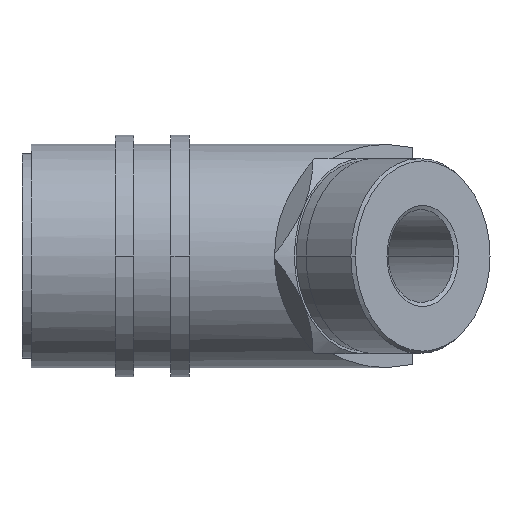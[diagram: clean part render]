
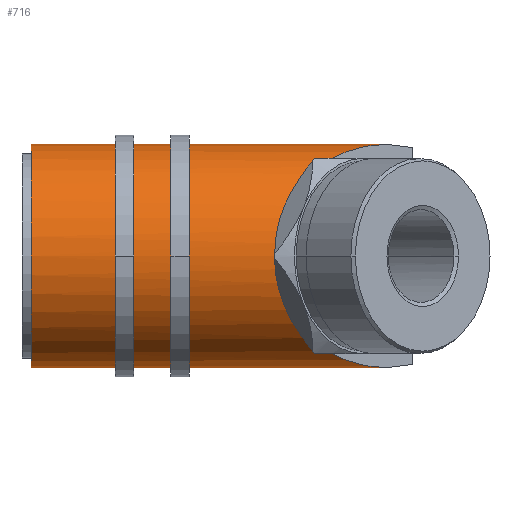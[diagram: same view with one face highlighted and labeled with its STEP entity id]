
A CAD part, front view. The second image highlights one B-rep face of the part: STEP entity #716.
In plain terms, the highlighted cylindrical face has radius 12 mm (diameter 24 mm), a partial arc.
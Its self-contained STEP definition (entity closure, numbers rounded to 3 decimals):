
#18 = CARTESIAN_POINT ( 'NONE',  ( 27.151, -12., -4.258 ) ) ;
#30 = CARTESIAN_POINT ( 'NONE',  ( 1., 0., 0. ) ) ;
#167 = CARTESIAN_POINT ( 'NONE',  ( 0., 0., -12. ) ) ;
#264 = CARTESIAN_POINT ( 'NONE',  ( 32.849, -6.302, 10.212 ) ) ;
#338 = ORIENTED_EDGE ( 'NONE', *, *, #5503, .F. ) ;
#716 = ADVANCED_FACE ( 'NONE', ( #6110 ), #3128, .T. ) ;
#879 = CARTESIAN_POINT ( 'NONE',  ( 27.151, -12., 4.258 ) ) ;
#888 = EDGE_CURVE ( 'NONE', #7088, #3116, #4969, .T. ) ;
#921 = CARTESIAN_POINT ( 'NONE',  ( 34.756, -4.395, 11.389 ) ) ;
#981 = VERTEX_POINT ( 'NONE', #8744 ) ;
#1014 = CARTESIAN_POINT ( 'NONE',  ( 32.849, -6.302, 10.212 ) ) ;
#1155 =( BOUNDED_CURVE ( )  B_SPLINE_CURVE ( 3, ( #3640, #879, #1581, #7315 ),
 .UNSPECIFIED., .F., .T. ) 
 B_SPLINE_CURVE_WITH_KNOTS ( ( 4, 4 ),
 ( 0., 1.018 ),
 .UNSPECIFIED. ) 
 CURVE ( )  GEOMETRIC_REPRESENTATION_ITEM ( )  RATIONAL_B_SPLINE_CURVE ( ( 1., 0.915, 0.915, 1. ) ) 
 REPRESENTATION_ITEM ( '' )  );
#1171 = EDGE_CURVE ( 'NONE', #5369, #981, #5919, .T. ) ;
#1298 = EDGE_CURVE ( 'NONE', #6538, #5369, #7775, .T. ) ;
#1365 = CARTESIAN_POINT ( 'NONE',  ( 36.911, -2.24, -12. ) ) ;
#1581 = CARTESIAN_POINT ( 'NONE',  ( 29.226, -9.925, 7.976 ) ) ;
#1808 = CARTESIAN_POINT ( 'NONE',  ( 39.151, 0., 12. ) ) ;
#1984 = CARTESIAN_POINT ( 'NONE',  ( 1., 0., -12. ) ) ;
#2104 = AXIS2_PLACEMENT_3D ( 'NONE', #30, #2920, #6335 ) ;
#2315 = LINE ( 'NONE', #167, #2861 ) ;
#2347 = ORIENTED_EDGE ( 'NONE', *, *, #1298, .T. ) ;
#2427 = CARTESIAN_POINT ( 'NONE',  ( 0., 0., 0. ) ) ;
#2642 = CARTESIAN_POINT ( 'NONE',  ( 39.151, 0., -12. ) ) ;
#2861 = VECTOR ( 'NONE', #4275, 1000. ) ;
#2920 = DIRECTION ( 'NONE',  ( -1., 0., 0. ) ) ;
#3116 = VERTEX_POINT ( 'NONE', #4779 ) ;
#3128 = CYLINDRICAL_SURFACE ( 'NONE', #5943, 12. ) ;
#3215 = DIRECTION ( 'NONE',  ( 0., 0., 1. ) ) ;
#3301 = CARTESIAN_POINT ( 'NONE',  ( 32.849, -6.302, -10.212 ) ) ;
#3640 = CARTESIAN_POINT ( 'NONE',  ( 27.151, -12., 0. ) ) ;
#4119 = CARTESIAN_POINT ( 'NONE',  ( 39.151, 0., -12. ) ) ;
#4218 = ORIENTED_EDGE ( 'NONE', *, *, #6653, .T. ) ;
#4275 = DIRECTION ( 'NONE',  ( -1., 0., 0. ) ) ;
#4473 = CIRCLE ( 'NONE', #2104, 12. ) ;
#4515 = VERTEX_POINT ( 'NONE', #1984 ) ;
#4768 = CARTESIAN_POINT ( 'NONE',  ( 32.849, -6.302, -10.212 ) ) ;
#4779 = CARTESIAN_POINT ( 'NONE',  ( 39.151, 0., 12. ) ) ;
#4969 =( BOUNDED_CURVE ( )  B_SPLINE_CURVE ( 3, ( #264, #921, #8832, #1808 ),
 .UNSPECIFIED., .F., .T. ) 
 B_SPLINE_CURVE_WITH_KNOTS ( ( 4, 4 ),
 ( 1.018, 1.571 ),
 .UNSPECIFIED. ) 
 CURVE ( )  GEOMETRIC_REPRESENTATION_ITEM ( )  RATIONAL_B_SPLINE_CURVE ( ( 1., 0.975, 0.975, 1. ) ) 
 REPRESENTATION_ITEM ( '' )  );
#5174 = ORIENTED_EDGE ( 'NONE', *, *, #1171, .T. ) ;
#5369 = VERTEX_POINT ( 'NONE', #3301 ) ;
#5412 = DIRECTION ( 'NONE',  ( -1., 0., 0. ) ) ;
#5431 = VERTEX_POINT ( 'NONE', #8558 ) ;
#5503 = EDGE_CURVE ( 'NONE', #4515, #5431, #4473, .T. ) ;
#5543 = CARTESIAN_POINT ( 'NONE',  ( 29.226, -9.925, -7.976 ) ) ;
#5622 = CARTESIAN_POINT ( 'NONE',  ( 0., 0., 12. ) ) ;
#5709 = CARTESIAN_POINT ( 'NONE',  ( 27.151, -12., 0. ) ) ;
#5773 = ORIENTED_EDGE ( 'NONE', *, *, #888, .T. ) ;
#5919 =( BOUNDED_CURVE ( )  B_SPLINE_CURVE ( 3, ( #9069, #5543, #18, #5709 ),
 .UNSPECIFIED., .F., .T. ) 
 B_SPLINE_CURVE_WITH_KNOTS ( ( 4, 4 ),
 ( 5.265, 6.283 ),
 .UNSPECIFIED. ) 
 CURVE ( )  GEOMETRIC_REPRESENTATION_ITEM ( )  RATIONAL_B_SPLINE_CURVE ( ( 1., 0.915, 0.915, 1. ) ) 
 REPRESENTATION_ITEM ( '' )  );
#5943 = AXIS2_PLACEMENT_3D ( 'NONE', #2427, #5412, #3215 ) ;
#6110 = FACE_OUTER_BOUND ( 'NONE', #6728, .T. ) ;
#6335 = DIRECTION ( 'NONE',  ( 0., 0., 1. ) ) ;
#6425 = VECTOR ( 'NONE', #7712, 1000. ) ;
#6538 = VERTEX_POINT ( 'NONE', #2642 ) ;
#6653 = EDGE_CURVE ( 'NONE', #3116, #5431, #8456, .T. ) ;
#6728 = EDGE_LOOP ( 'NONE', ( #8925, #2347, #5174, #7144, #5773, #4218, #338 ) ) ;
#7088 = VERTEX_POINT ( 'NONE', #1014 ) ;
#7144 = ORIENTED_EDGE ( 'NONE', *, *, #8457, .T. ) ;
#7315 = CARTESIAN_POINT ( 'NONE',  ( 32.849, -6.302, 10.212 ) ) ;
#7712 = DIRECTION ( 'NONE',  ( -1., 0., 0. ) ) ;
#7775 =( BOUNDED_CURVE ( )  B_SPLINE_CURVE ( 3, ( #4119, #1365, #8447, #4768 ),
 .UNSPECIFIED., .F., .T. ) 
 B_SPLINE_CURVE_WITH_KNOTS ( ( 4, 4 ),
 ( 4.712, 5.265 ),
 .UNSPECIFIED. ) 
 CURVE ( )  GEOMETRIC_REPRESENTATION_ITEM ( )  RATIONAL_B_SPLINE_CURVE ( ( 1., 0.975, 0.975, 1. ) ) 
 REPRESENTATION_ITEM ( '' )  );
#8124 = EDGE_CURVE ( 'NONE', #6538, #4515, #2315, .T. ) ;
#8447 = CARTESIAN_POINT ( 'NONE',  ( 34.756, -4.395, -11.389 ) ) ;
#8456 = LINE ( 'NONE', #5622, #6425 ) ;
#8457 = EDGE_CURVE ( 'NONE', #981, #7088, #1155, .T. ) ;
#8558 = CARTESIAN_POINT ( 'NONE',  ( 1., 0., 12. ) ) ;
#8744 = CARTESIAN_POINT ( 'NONE',  ( 27.151, -12., 0. ) ) ;
#8832 = CARTESIAN_POINT ( 'NONE',  ( 36.911, -2.24, 12. ) ) ;
#8925 = ORIENTED_EDGE ( 'NONE', *, *, #8124, .F. ) ;
#9069 = CARTESIAN_POINT ( 'NONE',  ( 32.849, -6.302, -10.212 ) ) ;
